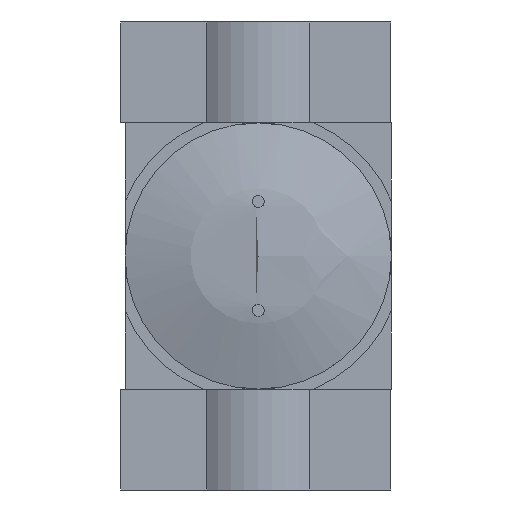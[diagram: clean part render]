
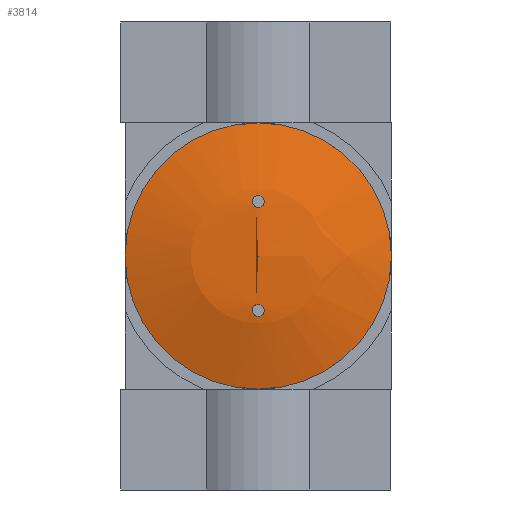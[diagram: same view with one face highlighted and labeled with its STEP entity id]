
A CAD part, front view. The second image highlights one B-rep face of the part: STEP entity #3814.
In plain terms, the highlighted spherical face has radius 100 mm.
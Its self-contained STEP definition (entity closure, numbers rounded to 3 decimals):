
#71=SPHERICAL_SURFACE('',#4121,100.);
#701=CIRCLE('',#4122,33.);
#1048=ORIENTED_EDGE('',*,*,#1776,.F.);
#1049=ORIENTED_EDGE('',*,*,#1775,.T.);
#1050=ORIENTED_EDGE('',*,*,#1774,.T.);
#1774=EDGE_CURVE('',#2169,#2169,#2404,.T.);
#1775=EDGE_CURVE('',#2170,#2170,#2405,.T.);
#1776=EDGE_CURVE('',#2171,#2171,#701,.T.);
#2169=VERTEX_POINT('',#5844);
#2170=VERTEX_POINT('',#5857);
#2171=VERTEX_POINT('',#5860);
#2404=B_SPLINE_CURVE_WITH_KNOTS('',3,(#5833,#5834,#5835,#5836,#5837,#5838,
#5839,#5840,#5841,#5842,#5843),.UNSPECIFIED.,.T.,.F.,(1,1,1,1,1,1,1,1,1,
1,1,1,1,1,1),(-0.004,-0.002,-0.001,
0.,0.001,0.002,0.004,0.005,
0.006,0.007,0.008,0.009,
0.011,0.012,0.013),.UNSPECIFIED.);
#2405=B_SPLINE_CURVE_WITH_KNOTS('',3,(#5846,#5847,#5848,#5849,#5850,#5851,
#5852,#5853,#5854,#5855,#5856),.UNSPECIFIED.,.T.,.F.,(1,1,1,1,1,1,1,1,1,
1,1,1,1,1,1),(-0.004,-0.002,-0.001,
0.,0.001,0.002,0.004,0.005,
0.006,0.007,0.008,0.009,
0.011,0.012,0.013),.UNSPECIFIED.);
#2527=EDGE_LOOP('',(#1048));
#2528=EDGE_LOOP('',(#1049));
#2529=EDGE_LOOP('',(#1050));
#2883=FACE_BOUND('',#2527,.T.);
#2884=FACE_BOUND('',#2528,.T.);
#2885=FACE_BOUND('',#2529,.T.);
#3814=ADVANCED_FACE('',(#2883,#2884,#2885),#71,.T.);
#4121=AXIS2_PLACEMENT_3D('',#5858,#4715,#4716);
#4122=AXIS2_PLACEMENT_3D('',#5859,#4717,#4718);
#4715=DIRECTION('',(0.,1.,0.));
#4716=DIRECTION('',(-1.,0.,0.));
#4717=DIRECTION('',(0.,1.,0.));
#4718=DIRECTION('',(-1.,0.,0.));
#5833=CARTESIAN_POINT('',(-0.033,-484.846,-15.164));
#5834=CARTESIAN_POINT('',(-1.204,-484.917,-14.646));
#5835=CARTESIAN_POINT('',(-1.66,-485.078,-13.465));
#5836=CARTESIAN_POINT('',(-1.156,-485.236,-12.305));
#5837=CARTESIAN_POINT('',(0.034,-485.3,-11.836));
#5838=CARTESIAN_POINT('',(1.204,-485.229,-12.354));
#5839=CARTESIAN_POINT('',(1.66,-485.069,-13.533));
#5840=CARTESIAN_POINT('',(1.156,-484.91,-14.694));
#5841=CARTESIAN_POINT('',(-0.033,-484.846,-15.164));
#5842=CARTESIAN_POINT('',(-1.204,-484.917,-14.646));
#5843=CARTESIAN_POINT('',(-1.66,-485.078,-13.465));
#5844=CARTESIAN_POINT('',(-1.085,-484.932,-14.536));
#5846=CARTESIAN_POINT('',(0.014,-485.3,11.835));
#5847=CARTESIAN_POINT('',(-1.172,-485.234,12.32));
#5848=CARTESIAN_POINT('',(-1.66,-485.075,13.488));
#5849=CARTESIAN_POINT('',(-1.189,-484.915,14.661));
#5850=CARTESIAN_POINT('',(-0.014,-484.846,15.165));
#5851=CARTESIAN_POINT('',(1.171,-484.912,14.68));
#5852=CARTESIAN_POINT('',(1.66,-485.071,13.514));
#5853=CARTESIAN_POINT('',(1.19,-485.231,12.339));
#5854=CARTESIAN_POINT('',(0.014,-485.3,11.835));
#5855=CARTESIAN_POINT('',(-1.172,-485.234,12.32));
#5856=CARTESIAN_POINT('',(-1.66,-485.075,13.488));
#5857=CARTESIAN_POINT('',(-1.055,-485.218,12.434));
#5858=CARTESIAN_POINT('',(0.,-386.,0.));
#5859=CARTESIAN_POINT('',(0.,-480.398,0.));
#5860=CARTESIAN_POINT('',(-33.,-480.398,0.));
